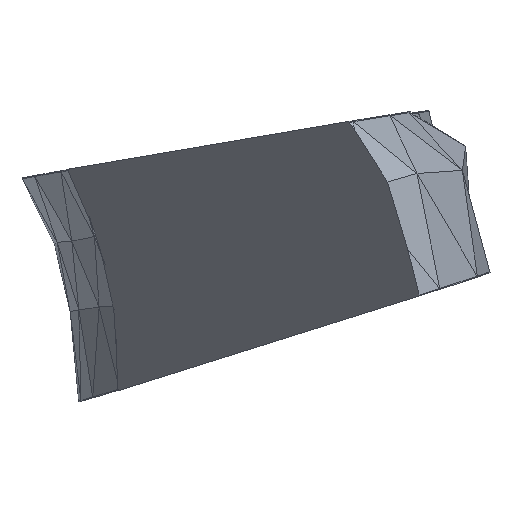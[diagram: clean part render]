
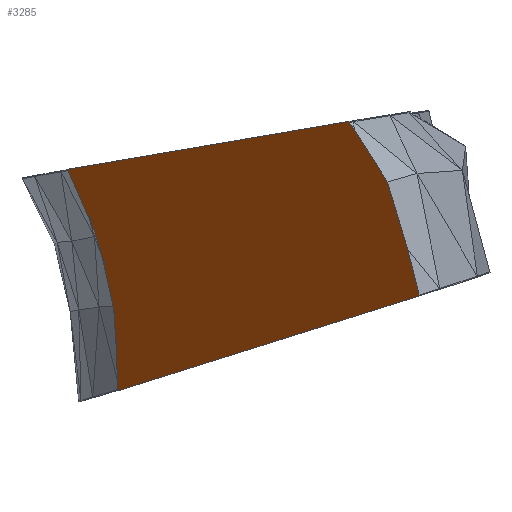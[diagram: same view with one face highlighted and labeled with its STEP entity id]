
A CAD part, left-side view. The second image highlights one B-rep face of the part: STEP entity #3285.
In plain terms, the highlighted planar face has unit normal (-0.695, 0.685, -0.22).
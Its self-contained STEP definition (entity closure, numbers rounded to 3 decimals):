
#15=FACE_OUTER_BOUND('',#236,.T.);
#236=EDGE_LOOP('',(#2122,#2123,#2124,#2125,#2126,#2127,#2128,#2129,#2130,
#2131,#2132,#2133,#2134,#2135,#2136,#2137));
#457=LINE('',#4660,#928);
#458=LINE('',#4662,#929);
#459=LINE('',#4664,#930);
#460=LINE('',#4666,#931);
#461=LINE('',#4668,#932);
#462=LINE('',#4670,#933);
#463=LINE('',#4672,#934);
#464=LINE('',#4674,#935);
#465=LINE('',#4676,#936);
#466=LINE('',#4678,#937);
#467=LINE('',#4680,#938);
#468=LINE('',#4682,#939);
#469=LINE('',#4684,#940);
#470=LINE('',#4686,#941);
#471=LINE('',#4688,#942);
#472=LINE('',#4689,#943);
#928=VECTOR('',#3745,10.);
#929=VECTOR('',#3746,10.);
#930=VECTOR('',#3747,10.);
#931=VECTOR('',#3748,10.);
#932=VECTOR('',#3749,10.);
#933=VECTOR('',#3750,10.);
#934=VECTOR('',#3751,10.);
#935=VECTOR('',#3752,10.);
#936=VECTOR('',#3753,10.);
#937=VECTOR('',#3754,10.);
#938=VECTOR('',#3755,10.);
#939=VECTOR('',#3756,10.);
#940=VECTOR('',#3757,10.);
#941=VECTOR('',#3758,10.);
#942=VECTOR('',#3759,10.);
#943=VECTOR('',#3760,10.);
#1399=VERTEX_POINT('',#4658);
#1400=VERTEX_POINT('',#4659);
#1401=VERTEX_POINT('',#4661);
#1402=VERTEX_POINT('',#4663);
#1403=VERTEX_POINT('',#4665);
#1404=VERTEX_POINT('',#4667);
#1405=VERTEX_POINT('',#4669);
#1406=VERTEX_POINT('',#4671);
#1407=VERTEX_POINT('',#4673);
#1408=VERTEX_POINT('',#4675);
#1409=VERTEX_POINT('',#4677);
#1410=VERTEX_POINT('',#4679);
#1411=VERTEX_POINT('',#4681);
#1412=VERTEX_POINT('',#4683);
#1413=VERTEX_POINT('',#4685);
#1414=VERTEX_POINT('',#4687);
#1651=EDGE_CURVE('',#1399,#1400,#457,.T.);
#1652=EDGE_CURVE('',#1401,#1399,#458,.T.);
#1653=EDGE_CURVE('',#1402,#1401,#459,.T.);
#1654=EDGE_CURVE('',#1403,#1402,#460,.T.);
#1655=EDGE_CURVE('',#1404,#1403,#461,.T.);
#1656=EDGE_CURVE('',#1405,#1404,#462,.T.);
#1657=EDGE_CURVE('',#1406,#1405,#463,.T.);
#1658=EDGE_CURVE('',#1407,#1406,#464,.T.);
#1659=EDGE_CURVE('',#1408,#1407,#465,.T.);
#1660=EDGE_CURVE('',#1409,#1408,#466,.T.);
#1661=EDGE_CURVE('',#1410,#1409,#467,.T.);
#1662=EDGE_CURVE('',#1411,#1410,#468,.T.);
#1663=EDGE_CURVE('',#1412,#1411,#469,.T.);
#1664=EDGE_CURVE('',#1413,#1412,#470,.T.);
#1665=EDGE_CURVE('',#1414,#1413,#471,.T.);
#1666=EDGE_CURVE('',#1400,#1414,#472,.T.);
#2122=ORIENTED_EDGE('',*,*,#1651,.F.);
#2123=ORIENTED_EDGE('',*,*,#1652,.F.);
#2124=ORIENTED_EDGE('',*,*,#1653,.F.);
#2125=ORIENTED_EDGE('',*,*,#1654,.F.);
#2126=ORIENTED_EDGE('',*,*,#1655,.F.);
#2127=ORIENTED_EDGE('',*,*,#1656,.F.);
#2128=ORIENTED_EDGE('',*,*,#1657,.F.);
#2129=ORIENTED_EDGE('',*,*,#1658,.F.);
#2130=ORIENTED_EDGE('',*,*,#1659,.F.);
#2131=ORIENTED_EDGE('',*,*,#1660,.F.);
#2132=ORIENTED_EDGE('',*,*,#1661,.F.);
#2133=ORIENTED_EDGE('',*,*,#1662,.F.);
#2134=ORIENTED_EDGE('',*,*,#1663,.F.);
#2135=ORIENTED_EDGE('',*,*,#1664,.F.);
#2136=ORIENTED_EDGE('',*,*,#1665,.F.);
#2137=ORIENTED_EDGE('',*,*,#1666,.F.);
#3064=PLANE('',#3520);
#3285=ADVANCED_FACE('',(#15),#3064,.F.);
#3520=AXIS2_PLACEMENT_3D('',#4657,#3743,#3744);
#3743=DIRECTION('center_axis',(0.695,-0.685,0.22));
#3744=DIRECTION('ref_axis',(0.302,0.,-0.953));
#3745=DIRECTION('',(-0.003,0.303,0.953));
#3746=DIRECTION('',(0.719,0.663,-0.208));
#3747=DIRECTION('',(0.003,-0.303,-0.953));
#3748=DIRECTION('',(0.069,-0.241,-0.968));
#3749=DIRECTION('',(0.02,-0.287,-0.958));
#3750=DIRECTION('',(-0.253,-0.519,-0.817));
#3751=DIRECTION('',(-0.296,-0.551,-0.781));
#3752=DIRECTION('',(0.076,-0.234,-0.969));
#3753=DIRECTION('',(-0.716,-0.688,0.117));
#3754=DIRECTION('',(-0.115,0.196,0.974));
#3755=DIRECTION('',(0.103,0.397,0.912));
#3756=DIRECTION('',(0.038,0.34,0.94));
#3757=DIRECTION('',(-0.021,0.286,0.958));
#3758=DIRECTION('',(-0.097,0.213,0.972));
#3759=DIRECTION('',(-0.246,0.061,0.967));
#3760=DIRECTION('',(-0.269,0.036,0.962));
#4657=CARTESIAN_POINT('Origin',(1.656,92.766,972.461));
#4658=CARTESIAN_POINT('',(-8.124,83.109,973.282));
#4659=CARTESIAN_POINT('',(-8.124,83.115,973.301));
#4660=CARTESIAN_POINT('',(-8.127,83.432,974.298));
#4661=CARTESIAN_POINT('',(-14.97,76.799,975.264));
#4662=CARTESIAN_POINT('',(1.702,92.164,970.436));
#4663=CARTESIAN_POINT('',(-14.97,76.805,975.283));
#4664=CARTESIAN_POINT('',(-14.973,77.122,976.281));
#4665=CARTESIAN_POINT('',(-15.038,77.045,976.244));
#4666=CARTESIAN_POINT('',(-14.969,76.802,975.271));
#4667=CARTESIAN_POINT('',(-15.068,77.466,977.648));
#4668=CARTESIAN_POINT('',(-15.034,76.981,976.032));
#4669=CARTESIAN_POINT('',(-14.727,78.164,978.747));
#4670=CARTESIAN_POINT('',(-14.057,79.539,980.912));
#4671=CARTESIAN_POINT('',(-14.67,78.27,978.898));
#4672=CARTESIAN_POINT('',(-13.501,80.447,981.984));
#4673=CARTESIAN_POINT('',(-14.672,78.275,978.917));
#4674=CARTESIAN_POINT('',(-14.523,77.815,977.015));
#4675=CARTESIAN_POINT('',(-8.551,84.163,977.915));
#4676=CARTESIAN_POINT('',(1.844,94.162,976.211));
#4677=CARTESIAN_POINT('',(-8.549,84.159,977.895));
#4678=CARTESIAN_POINT('',(-8.271,83.684,975.539));
#4679=CARTESIAN_POINT('',(-8.682,83.643,976.71));
#4680=CARTESIAN_POINT('',(-8.574,84.059,977.666));
#4681=CARTESIAN_POINT('',(-8.693,83.542,976.432));
#4682=CARTESIAN_POINT('',(-8.696,83.523,976.379));
#4683=CARTESIAN_POINT('',(-8.687,83.453,976.136));
#4684=CARTESIAN_POINT('',(-8.679,83.345,975.774));
#4685=CARTESIAN_POINT('',(-8.57,83.197,974.968));
#4686=CARTESIAN_POINT('',(-8.501,83.046,974.277));
#4687=CARTESIAN_POINT('',(-8.372,83.148,974.188));
#4688=CARTESIAN_POINT('',(-8.026,83.061,972.825));
#4689=CARTESIAN_POINT('',(-7.928,83.089,972.602));
